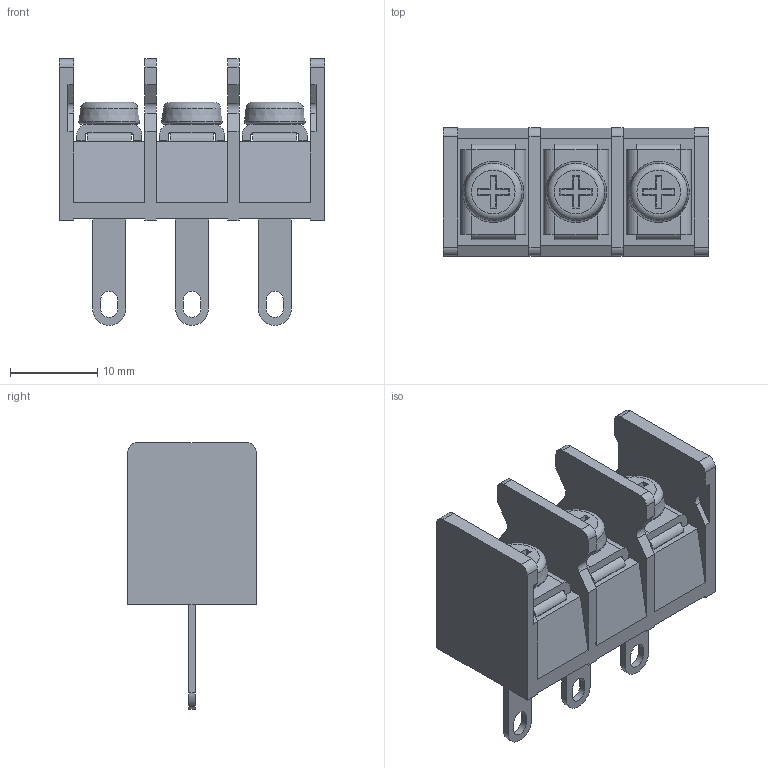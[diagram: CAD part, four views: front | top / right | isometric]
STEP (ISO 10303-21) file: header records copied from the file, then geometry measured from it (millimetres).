
FILE_DESCRIPTION (( 'STEP AP214' ), '1' );
FILE_NAME ('DECA_SwitchLab_T14-BM22-03_Barrier_Block_Screws_9-5mmP.STEP', '2016-08-08T09:20:16', ( 'pomocnik' ), ( '' ), 'SwSTEP 2.0', 'SolidWorks 2012', '' );
FILE_SCHEMA (( 'AUTOMOTIVE_DESIGN' ));
Length unit declared in the file: millimetre
Products named in the file (1): DECA_SwitchLab_T14-BM22-03_Barrier_Block_Screws_9-5mmP
Bounding box: 30.5 x 14.7 x 30.6 mm (x, y, z)
Volume: 5331.1 mm3; surface area: 3864.3 mm2
Topology: 1 solids, 1 shells, 226 faces, 627 edges, 412 vertices
Faces by surface type: plane 174, cylinder 43, torus 6, cone 3
Entity records: 8012 total; most frequent: CARTESIAN_POINT 1323, ORIENTED_EDGE 1230, DIRECTION 1164, EDGE_CURVE 615, LINE 496, VECTOR 496, VERTEX_POINT 409, AXIS2_PLACEMENT_3D 334
